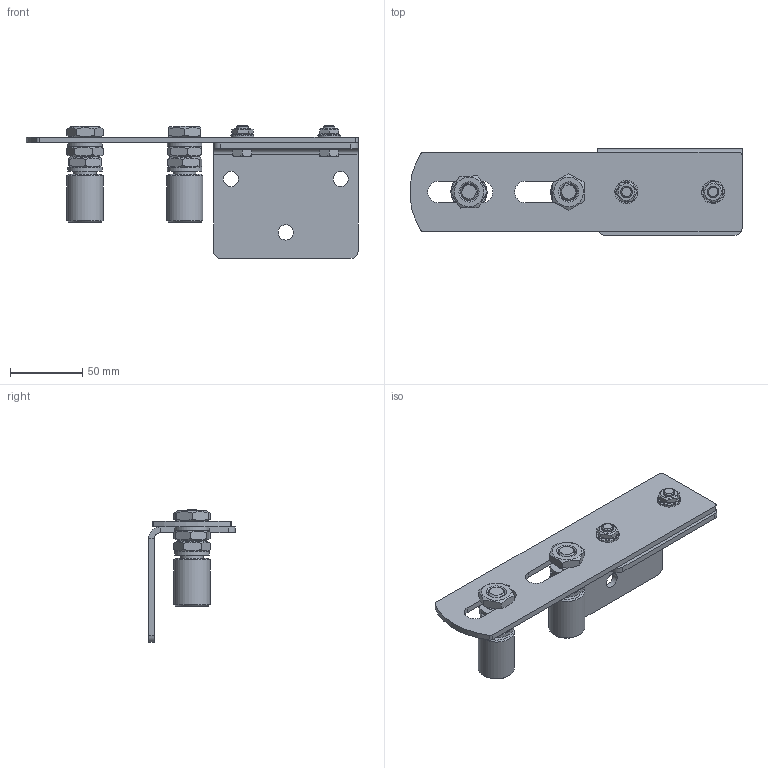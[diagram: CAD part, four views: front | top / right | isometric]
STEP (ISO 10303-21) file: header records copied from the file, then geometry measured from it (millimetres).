
FILE_DESCRIPTION(/* description */ (''),/* implementation_level */ '2;1');
FILE_NAME(/* name */ '1092V25.stp',/* time_stamp */ '2019-08-13T15:02:04+02:00',/* author */ ('Lionel'),/* organization */ (''),/* preprocessor_version */ 'ST-DEVELOPER v17.2',/* originating_system */ 'Autodesk Inventor 2019',/* authorisation */ '');
FILE_SCHEMA (('AUTOMOTIVE_DESIGN { 1 0 10303 214 3 1 1 }'));
Length unit declared in the file: millimetre
Products named in the file (14): 1092V25; 24342; DIN 439 - M14; 24700; A32825-3-1-1; A32825-1-3; A32825-3; A32825-2 OLIVE-25; AS 1237 - 12 mm; M14 23025; 06007; 04516; 09015; 15736
Assembly tree (26 placements, depth 3):
  1092V25
    24342
    AS 1237 - 12 mm  x4
    DIN 439 - M14  x3
    A32825-2 OLIVE-25  x2
    A32825-3-1-1  x2
      A32825-1-3
      A32825-3
    24700
    M14 23025  x3
    06007  x2
    04516  x2
    09015  x2
    15736  x2
Bounding box: 229.84 x 60 x 92 mm (x, y, z)
Volume: 153618.3 mm3; surface area: 88156.2 mm2
Topology: 26 solids, 26 shells, 395 faces, 1000 edges, 669 vertices
Faces by surface type: plane 181, cylinder 154, cone 52, torus 4, bspline 4
Full cylindrical faces by diameter (mm): 1 x2, 6.647 x2, 8 x2, 8.2 x2, 8.4 x2, 8.5 x2, 10.5 x3, 11.5 x2, 11.63 x2, 11.835 x6, 12 x2, 13 x2, 13.8 x22, 14 x4, 15.5 x2, 16 x4, 20 x2, 21 x2, 24 x4, 25 x2
Entity records: 9427 total; most frequent: CARTESIAN_POINT 3778, DIRECTION 1129, ORIENTED_EDGE 1038, EDGE_CURVE 519, AXIS2_PLACEMENT_3D 450, VERTEX_POINT 347, EDGE_LOOP 240, LINE 229
